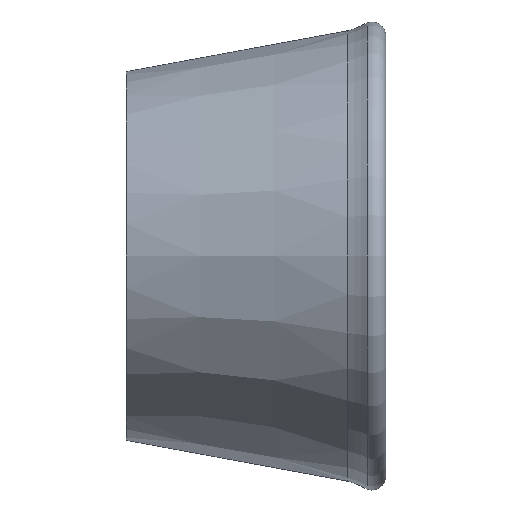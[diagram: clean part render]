
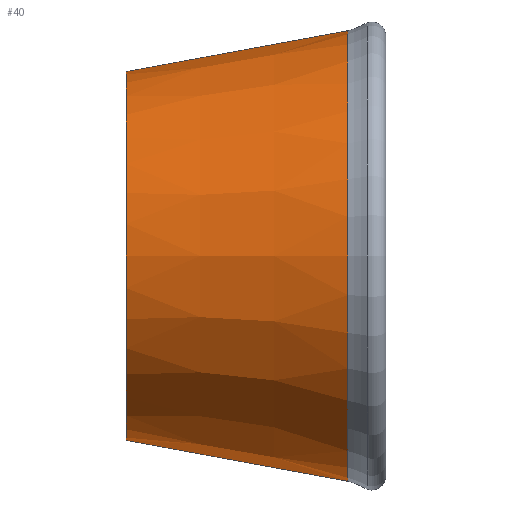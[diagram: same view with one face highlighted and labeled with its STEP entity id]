
A CAD part, front view. The second image highlights one B-rep face of the part: STEP entity #40.
In plain terms, the highlighted conical face has half-angle 10.44 degrees and reference radius 20 mm.
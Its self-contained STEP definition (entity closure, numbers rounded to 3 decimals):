
#31=CONICAL_SURFACE('',#297,20.,0.182);
#40=ADVANCED_FACE('',(#55),#31,.T.);
#55=FACE_OUTER_BOUND('',#70,.F.);
#70=EDGE_LOOP('',(#109,#110,#111,#112));
#109=ORIENTED_EDGE('',*,*,#180,.F.);
#110=ORIENTED_EDGE('',*,*,#191,.T.);
#111=ORIENTED_EDGE('',*,*,#181,.T.);
#112=ORIENTED_EDGE('',*,*,#190,.T.);
#153=LINE('',#428,#161);
#154=LINE('',#429,#162);
#161=VECTOR('',#333,24.446);
#162=VECTOR('',#334,24.446);
#180=EDGE_CURVE('',#235,#238,#153,.T.);
#181=EDGE_CURVE('',#236,#237,#154,.T.);
#190=EDGE_CURVE('',#237,#238,#212,.T.);
#191=EDGE_CURVE('',#235,#236,#213,.T.);
#212=CIRCLE('',#281,24.43);
#213=CIRCLE('',#282,20.);
#235=VERTEX_POINT('',#413);
#236=VERTEX_POINT('',#414);
#237=VERTEX_POINT('',#415);
#238=VERTEX_POINT('',#416);
#281=AXIS2_PLACEMENT_3D('',#438,#345,#346);
#282=AXIS2_PLACEMENT_3D('',#439,#347,#348);
#297=AXIS2_PLACEMENT_3D('',#454,#378,#377);
#333=DIRECTION('',(0.983,0.,-0.181));
#334=DIRECTION('',(0.983,0.,0.181));
#345=DIRECTION('',(1.,0.,0.));
#346=DIRECTION('',(0.,0.,1.));
#347=DIRECTION('',(-1.,0.,0.));
#348=DIRECTION('',(0.,0.,-1.));
#377=DIRECTION('',(0.,0.,1.));
#378=DIRECTION('',(1.,0.,0.));
#413=CARTESIAN_POINT('',(108.033,0.,-20.));
#414=CARTESIAN_POINT('',(108.033,0.,20.));
#415=CARTESIAN_POINT('',(132.075,0.,24.43));
#416=CARTESIAN_POINT('',(132.075,0.,-24.43));
#428=CARTESIAN_POINT('',(108.033,0.,-20.));
#429=CARTESIAN_POINT('',(108.033,0.,20.));
#438=CARTESIAN_POINT('',(132.075,0.,0.));
#439=CARTESIAN_POINT('',(108.033,0.,0.));
#454=CARTESIAN_POINT('',(108.033,0.,0.));
